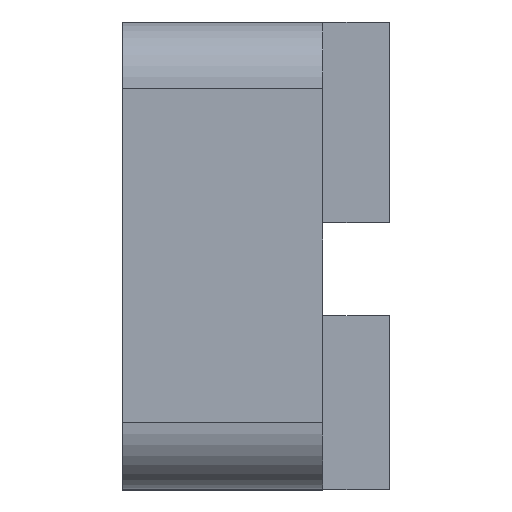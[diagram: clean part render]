
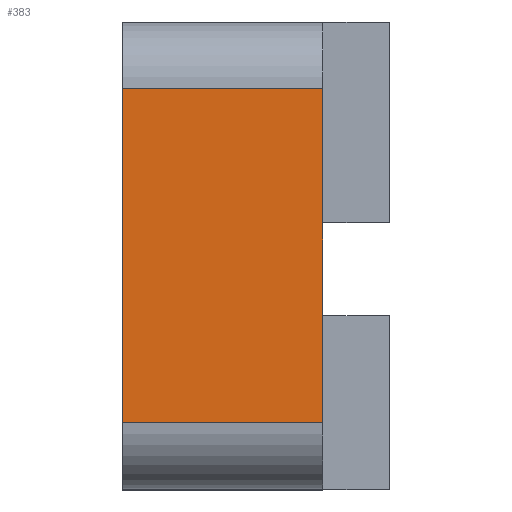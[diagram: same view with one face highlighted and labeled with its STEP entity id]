
A CAD part, left-side view. The second image highlights one B-rep face of the part: STEP entity #383.
In plain terms, the highlighted planar face has unit normal (-1, 0, 0.001).
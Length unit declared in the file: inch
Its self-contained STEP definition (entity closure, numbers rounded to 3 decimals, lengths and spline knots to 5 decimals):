
#22=PLANE('',#426);
#39=FACE_OUTER_BOUND('',#61,.T.);
#61=EDGE_LOOP('',(#305,#306,#307,#308));
#87=LINE('',#581,#129);
#99=LINE('',#614,#141);
#100=LINE('',#618,#142);
#101=LINE('',#619,#143);
#129=VECTOR('',#467,0.3937);
#141=VECTOR('',#495,0.3937);
#142=VECTOR('',#500,0.3937);
#143=VECTOR('',#501,0.3937);
#184=VERTEX_POINT('',#578);
#185=VERTEX_POINT('',#580);
#198=VERTEX_POINT('',#613);
#199=VERTEX_POINT('',#617);
#222=EDGE_CURVE('',#184,#185,#87,.T.);
#239=EDGE_CURVE('',#185,#198,#99,.T.);
#241=EDGE_CURVE('',#199,#184,#100,.T.);
#242=EDGE_CURVE('',#198,#199,#101,.T.);
#305=ORIENTED_EDGE('',*,*,#239,.F.);
#306=ORIENTED_EDGE('',*,*,#222,.F.);
#307=ORIENTED_EDGE('',*,*,#241,.F.);
#308=ORIENTED_EDGE('',*,*,#242,.F.);
#383=ADVANCED_FACE('',(#39),#22,.T.);
#426=AXIS2_PLACEMENT_3D('',#616,#498,#499);
#467=DIRECTION('',(-0.001,0.,-1.));
#495=DIRECTION('',(0.,1.,0.));
#498=DIRECTION('center_axis',(-1.,0.,0.001));
#499=DIRECTION('ref_axis',(-0.001,0.,-1.));
#500=DIRECTION('',(0.,-1.,0.));
#501=DIRECTION('',(0.001,0.,1.));
#578=CARTESIAN_POINT('',(-0.65964,-0.15,0.09965));
#580=CARTESIAN_POINT('',(-0.65978,-0.15,-0.15035));
#581=CARTESIAN_POINT('',(-0.65981,-0.15,-0.20035));
#613=CARTESIAN_POINT('',(-0.65978,0.,-0.15035));
#614=CARTESIAN_POINT('',(-0.65978,0.,-0.15035));
#616=CARTESIAN_POINT('Origin',(-0.65961,0.,0.14965));
#617=CARTESIAN_POINT('',(-0.65964,0.,0.09965));
#618=CARTESIAN_POINT('',(-0.65964,0.,0.09965));
#619=CARTESIAN_POINT('',(-0.65981,0.,-0.20035));
